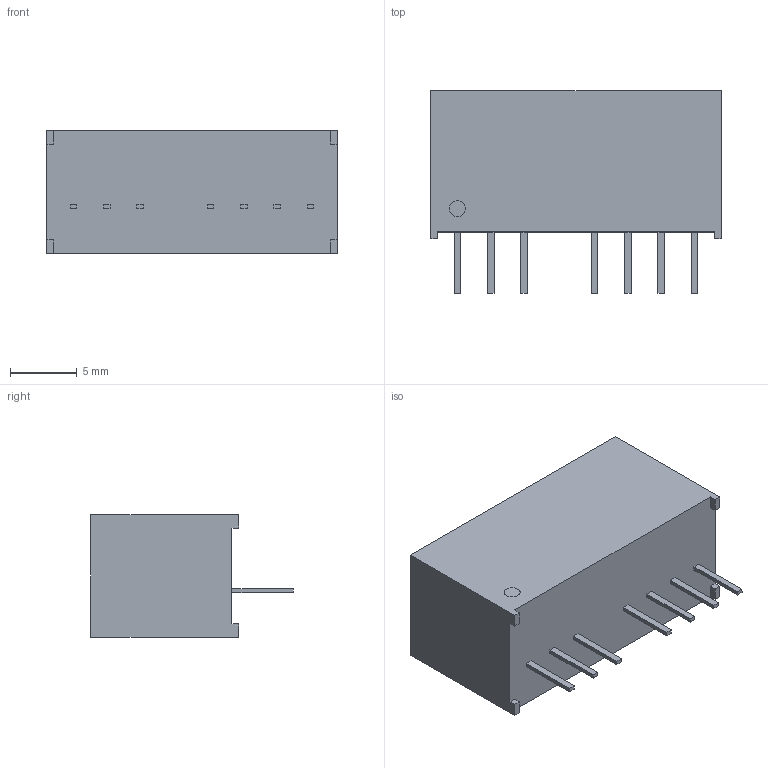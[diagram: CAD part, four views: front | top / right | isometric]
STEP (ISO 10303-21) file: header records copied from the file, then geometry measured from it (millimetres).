
FILE_DESCRIPTION (( 'STEP AP214' ), '1' );
FILE_NAME ('SPBW03F-05.STEP', '2022-03-09T08:56:39', ( '' ), ( '' ), 'SwSTEP 2.0', 'SolidWorks 2017', '' );
FILE_SCHEMA (( 'AUTOMOTIVE_DESIGN' ));
Length unit declared in the file: millimetre
Products named in the file (2): SPBW03F-05
Assembly tree (1 placements, depth 2):
  SPBW03F-05
    SPBW03F-05
Bounding box: 21.8 x 15.2 x 9.2 mm (x, y, z)
Volume: 2131.8 mm3; surface area: 1121 mm2
Topology: 9 solids, 9 shells, 67 faces, 144 edges, 96 vertices
Faces by surface type: plane 63, cylinder 4
Entity records: 1924 total; most frequent: CARTESIAN_POINT 311, DIRECTION 294, ORIENTED_EDGE 288, EDGE_CURVE 144, LINE 136, VECTOR 136, VERTEX_POINT 96, AXIS2_PLACEMENT_3D 79
